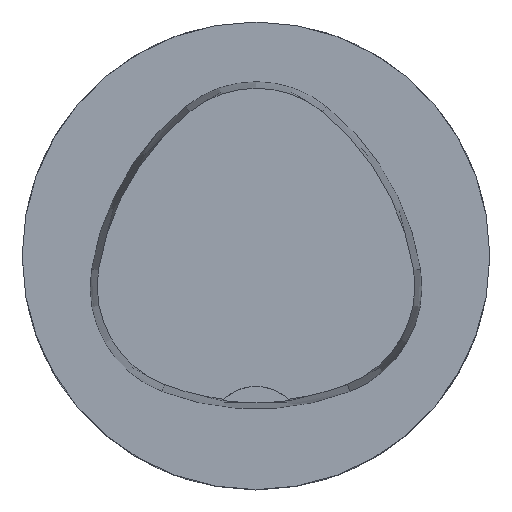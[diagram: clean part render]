
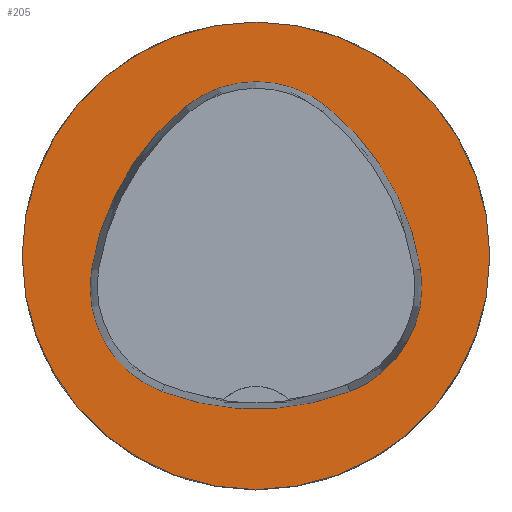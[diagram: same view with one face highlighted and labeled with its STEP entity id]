
A CAD part, top view. The second image highlights one B-rep face of the part: STEP entity #205.
In plain terms, the highlighted planar face has unit normal (0, 0, 1).
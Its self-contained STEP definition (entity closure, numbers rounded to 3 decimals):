
#205=ADVANCED_FACE('',(#254,#255),#230,.T.);
#230=PLANE('',#595);
#254=FACE_BOUND('',#285,.T.);
#255=FACE_BOUND('',#286,.T.);
#285=EDGE_LOOP('',(#372,#373,#374,#375,#376,#377));
#286=EDGE_LOOP('',(#378));
#372=ORIENTED_EDGE('',*,*,#514,.T.);
#373=ORIENTED_EDGE('',*,*,#494,.T.);
#374=ORIENTED_EDGE('',*,*,#498,.T.);
#375=ORIENTED_EDGE('',*,*,#501,.T.);
#376=ORIENTED_EDGE('',*,*,#504,.T.);
#377=ORIENTED_EDGE('',*,*,#512,.T.);
#378=ORIENTED_EDGE('',*,*,#485,.F.);
#443=VERTEX_POINT('',#806);
#452=VERTEX_POINT('',#825);
#453=VERTEX_POINT('',#826);
#456=VERTEX_POINT('',#834);
#458=VERTEX_POINT('',#840);
#460=VERTEX_POINT('',#846);
#467=VERTEX_POINT('',#867);
#485=EDGE_CURVE('',#443,#443,#535,.T.);
#494=EDGE_CURVE('',#452,#453,#536,.T.);
#498=EDGE_CURVE('',#453,#456,#538,.T.);
#501=EDGE_CURVE('',#456,#458,#540,.T.);
#504=EDGE_CURVE('',#458,#460,#542,.T.);
#512=EDGE_CURVE('',#460,#467,#546,.T.);
#514=EDGE_CURVE('',#467,#452,#548,.T.);
#535=CIRCLE('',#567,25.0);
#536=CIRCLE('',#573,28.0);
#538=CIRCLE('',#576,12.0);
#540=CIRCLE('',#579,28.0);
#542=CIRCLE('',#582,12.0);
#546=CIRCLE('',#587,28.0);
#548=CIRCLE('',#590,12.0);
#567=AXIS2_PLACEMENT_3D('',#805,#647,#648);
#573=AXIS2_PLACEMENT_3D('',#824,#663,#664);
#576=AXIS2_PLACEMENT_3D('',#833,#671,#672);
#579=AXIS2_PLACEMENT_3D('',#839,#678,#679);
#582=AXIS2_PLACEMENT_3D('',#845,#685,#686);
#587=AXIS2_PLACEMENT_3D('',#868,#697,#698);
#590=AXIS2_PLACEMENT_3D('',#871,#703,#704);
#595=AXIS2_PLACEMENT_3D('',#876,#713,#714);
#647=DIRECTION('',(0.0,0.0,-1.0));
#648=DIRECTION('',(-1.0,0.0,0.0));
#663=DIRECTION('',(0.0,0.0,-1.0));
#664=DIRECTION('',(-1.0,0.0,0.0));
#671=DIRECTION('',(0.0,0.0,-1.0));
#672=DIRECTION('',(-1.0,0.0,0.0));
#678=DIRECTION('',(0.0,0.0,-1.0));
#679=DIRECTION('',(-1.0,0.0,0.0));
#685=DIRECTION('',(0.0,0.0,-1.0));
#686=DIRECTION('',(-1.0,0.0,0.0));
#697=DIRECTION('',(0.0,0.0,-1.0));
#698=DIRECTION('',(-1.0,0.0,0.0));
#703=DIRECTION('',(0.0,0.0,-1.0));
#704=DIRECTION('',(-1.0,0.0,0.0));
#713=DIRECTION('',(0.0,0.0,1.0));
#714=DIRECTION('',(-1.0,0.0,0.0));
#805=CARTESIAN_POINT('',(0.0,0.0,0.0));
#806=CARTESIAN_POINT('',(-25.0,0.0,0.0));
#824=CARTESIAN_POINT('',(10.068,-5.824,0.0));
#825=CARTESIAN_POINT('',(-17.584,-1.424,0.0));
#826=CARTESIAN_POINT('',(-7.531,15.953,0.0));
#833=CARTESIAN_POINT('',(0.011,6.62,0.0));
#834=CARTESIAN_POINT('',(7.567,15.942,0.0));
#839=CARTESIAN_POINT('',(-10.063,-5.81,0.0));
#840=CARTESIAN_POINT('',(17.59,-1.418,0.0));
#845=CARTESIAN_POINT('',(5.739,-3.3,0.0));
#846=CARTESIAN_POINT('',(10.05,-14.499,0.0));
#867=CARTESIAN_POINT('',(-10.025,-14.516,0.0));
#868=CARTESIAN_POINT('',(-0.01,11.631,0.0));
#871=CARTESIAN_POINT('',(-5.733,-3.31,0.0));
#876=CARTESIAN_POINT('',(0.0,0.0,0.0));
